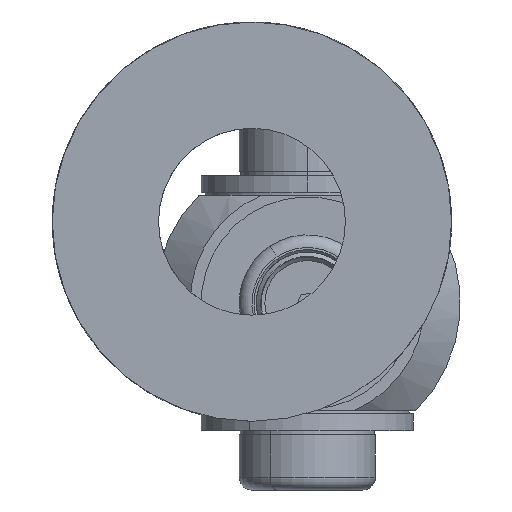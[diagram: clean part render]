
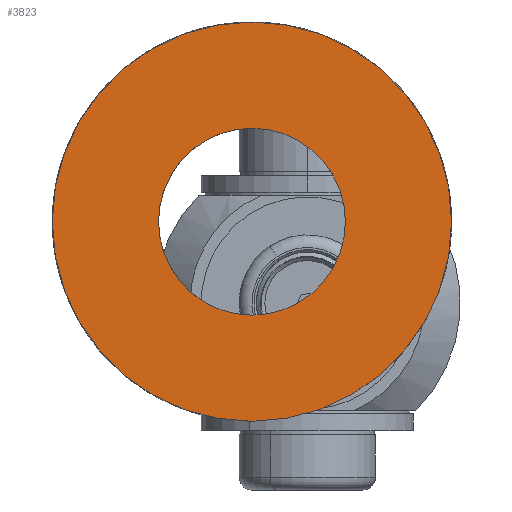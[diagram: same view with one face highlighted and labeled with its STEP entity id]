
A CAD part, left-side view. The second image highlights one B-rep face of the part: STEP entity #3823.
In plain terms, the highlighted face is planar.
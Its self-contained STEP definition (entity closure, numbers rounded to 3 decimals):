
#490=PLANE('',#7120);
#1276=VERTEX_POINT('',#6159);
#1308=VERTEX_POINT('',#6422);
#1560=CIRCLE('',#7098,1.1);
#1566=CIRCLE('',#7119,2.35);
#1987=EDGE_CURVE('',#1276,#1276,#1560,.T.);
#2033=EDGE_CURVE('',#1308,#1308,#1566,.T.);
#2999=ORIENTED_EDGE('',*,*,#1987,.T.);
#3000=ORIENTED_EDGE('',*,*,#2033,.F.);
#3332=EDGE_LOOP('',(#2999));
#3333=EDGE_LOOP('',(#3000));
#3597=FACE_BOUND('',#3332,.T.);
#3598=FACE_BOUND('',#3333,.T.);
#3823=ADVANCED_FACE('',(#3597,#3598),#490,.T.);
#4830=DIRECTION('',(0.,0.,-1.));
#4831=DIRECTION('',(1.1,0.,0.));
#4884=DIRECTION('',(0.,0.,-1.));
#4885=DIRECTION('',(2.35,0.,0.));
#4886=DIRECTION('',(0.,0.,1.));
#6158=CARTESIAN_POINT('',(0.,0.,4.75));
#6159=CARTESIAN_POINT('',(-1.1,0.,4.75));
#6421=CARTESIAN_POINT('',(0.,0.,4.75));
#6422=CARTESIAN_POINT('',(2.35,0.,4.75));
#6423=CARTESIAN_POINT('',(0.,0.,4.75));
#7098=AXIS2_PLACEMENT_3D('',#6158,#4830,#4831);
#7119=AXIS2_PLACEMENT_3D('',#6421,#4884,#4885);
#7120=AXIS2_PLACEMENT_3D('',#6423,#4886,$);
